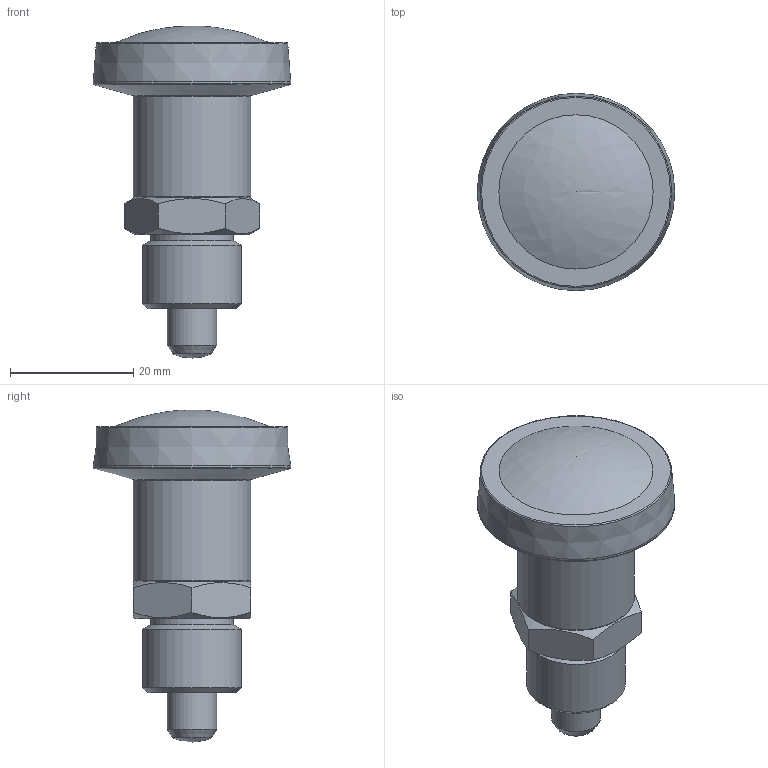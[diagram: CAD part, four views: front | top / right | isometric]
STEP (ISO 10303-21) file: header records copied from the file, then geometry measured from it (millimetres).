
FILE_DESCRIPTION( ( 'Unknown' ), '1' );
FILE_NAME( '6395817_PRAX_32.stp', 'Unknown', ( 'Unknown' ), ( 'Unknown' ), 'PSStep 14.0', 'Unknown', ' ' );
FILE_SCHEMA( ( 'AUTOMOTIVE_DESIGN { 1 0 10303 214 1 1 1 1 }' ) );
Length unit declared in the file: millimetre
Products named in the file (1): 1833591
Bounding box: 32 x 32 x 53.8 mm (x, y, z)
Volume: 15374.9 mm3; surface area: 7496.9 mm2
Topology: 1 solids, 8 shells, 80 faces, 191 edges, 123 vertices
Faces by surface type: plane 36, cone 22, cylinder 16, torus 4, sphere 1, bspline 1
Full cylindrical faces by diameter (mm): 4.8 x6, 5 x2, 8 x1, 8.1 x1, 11.7 x1, 12 x1, 13.4 x1, 16 x1, 19 x1, 32 x1
Entity records: 2759 total; most frequent: CARTESIAN_POINT 499, DIRECTION 342, ORIENTED_EDGE 262, AXIS2_PLACEMENT_3D 151, EDGE_LOOP 132, EDGE_CURVE 131, VERTEX_POINT 104, FACE_OUTER_BOUND 100
